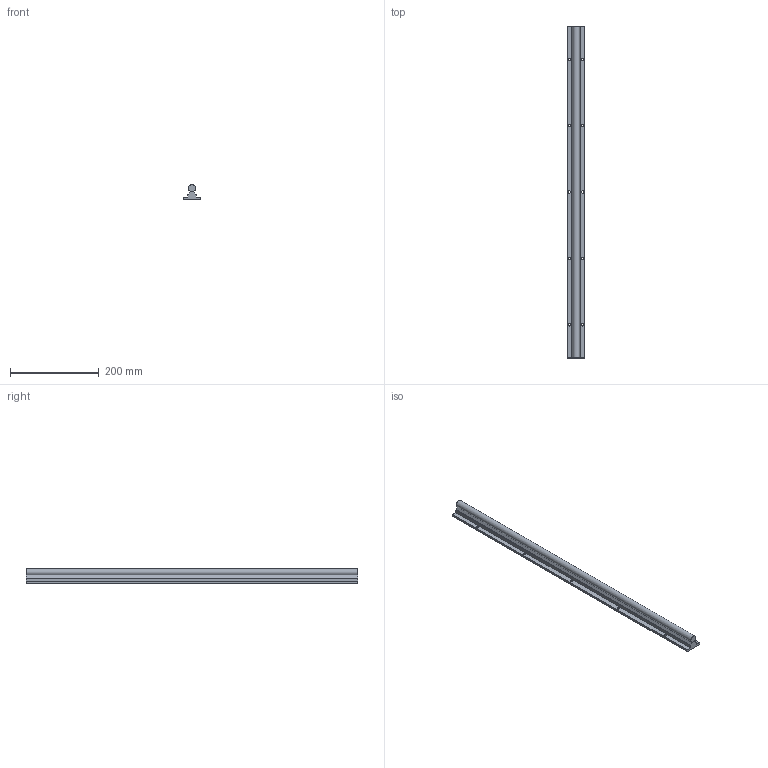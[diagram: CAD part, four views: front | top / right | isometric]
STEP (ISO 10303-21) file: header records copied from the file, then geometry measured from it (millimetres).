
FILE_DESCRIPTION(/* description */ (''),/* implementation_level */ '2;1');
FILE_NAME(/* name */ 'SBR16-750mm.step',/* time_stamp */ '2020-04-14T17:20:56+01:00',/* author */ (''),/* organization */ (''),/* preprocessor_version */ 'ST-DEVELOPER v18.1',/* originating_system */ 'Autodesk Translation Framework v9.2.0.1227',/* authorisation */ '');
FILE_SCHEMA (('AUTOMOTIVE_DESIGN { 1 0 10303 214 3 1 1 }'));
Length unit declared in the file: millimetre
Products named in the file (2): SBR16-750mm; SBR16-750
Assembly tree (1 placements, depth 2):
  SBR16-750mm
    SBR16-750
Bounding box: 40 x 750 x 33 mm (x, y, z)
Volume: 444467 mm3; surface area: 122633.5 mm2
Topology: 2 solids, 2 shells, 27 faces, 69 edges, 46 vertices
Faces by surface type: plane 15, cylinder 12
Full cylindrical faces by diameter (mm): 5.5 x10, 16 x1
Entity records: 933 total; most frequent: DIRECTION 153, CARTESIAN_POINT 145, ORIENTED_EDGE 138, EDGE_CURVE 69, AXIS2_PLACEMENT_3D 54, EDGE_LOOP 47, VERTEX_POINT 46, LINE 45
